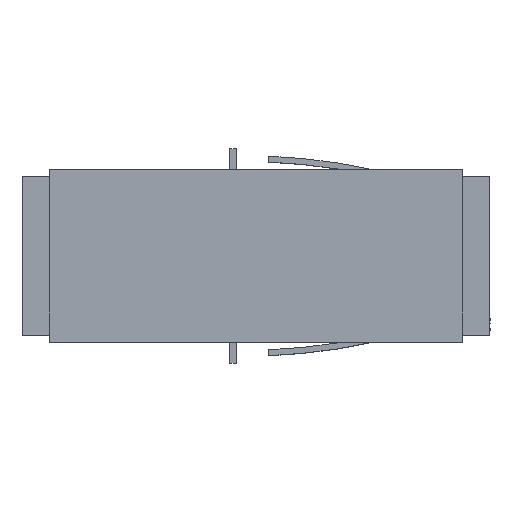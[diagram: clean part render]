
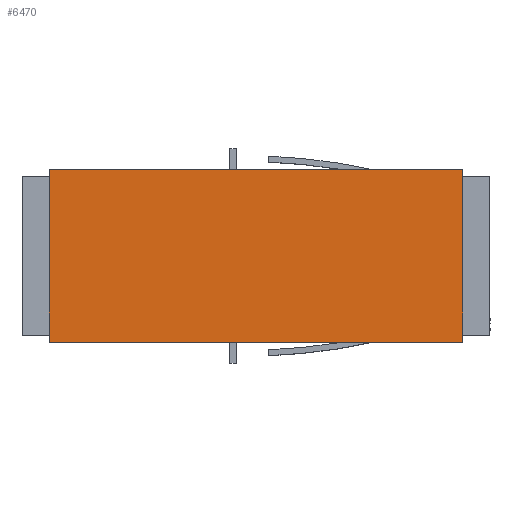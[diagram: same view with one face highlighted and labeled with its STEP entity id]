
A CAD part, top view. The second image highlights one B-rep face of the part: STEP entity #6470.
In plain terms, the highlighted planar face has unit normal (0, 0, 1).
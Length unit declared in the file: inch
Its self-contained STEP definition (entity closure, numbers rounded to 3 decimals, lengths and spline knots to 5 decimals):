
#101 = LINE ( 'NONE', #2954, #6242 ) ;
#461 = VERTEX_POINT ( 'NONE', #884 ) ;
#600 = ORIENTED_EDGE ( 'NONE', *, *, #3860, .F. ) ;
#625 = DIRECTION ( 'NONE',  ( -1., 0., 0. ) ) ;
#884 = CARTESIAN_POINT ( 'NONE',  ( 0.455, -0.19, 0.275 ) ) ;
#1007 = DIRECTION ( 'NONE',  ( 0., 0., -1. ) ) ;
#1601 = VERTEX_POINT ( 'NONE', #7074 ) ;
#1747 = VERTEX_POINT ( 'NONE', #7217 ) ;
#1942 = EDGE_CURVE ( 'NONE', #461, #2537, #3695, .T. ) ;
#1957 = LINE ( 'NONE', #3191, #6475 ) ;
#2093 = CARTESIAN_POINT ( 'NONE',  ( 0.515, 0.19, 0.275 ) ) ;
#2141 = ORIENTED_EDGE ( 'NONE', *, *, #1942, .F. ) ;
#2269 = CARTESIAN_POINT ( 'NONE',  ( 0.455, 0.19, 0.275 ) ) ;
#2304 = EDGE_CURVE ( 'NONE', #1747, #2537, #1957, .T. ) ;
#2477 = DIRECTION ( 'NONE',  ( -1., 0., 0. ) ) ;
#2537 = VERTEX_POINT ( 'NONE', #6146 ) ;
#2886 = EDGE_CURVE ( 'NONE', #1601, #1747, #101, .T. ) ;
#2954 = CARTESIAN_POINT ( 'NONE',  ( 0.515, 0.19, 0.275 ) ) ;
#3134 = ORIENTED_EDGE ( 'NONE', *, *, #2886, .T. ) ;
#3191 = CARTESIAN_POINT ( 'NONE',  ( -0.455, 0.19, 0.275 ) ) ;
#3302 = EDGE_LOOP ( 'NONE', ( #3134, #4000, #2141, #600 ) ) ;
#3695 = LINE ( 'NONE', #4655, #5447 ) ;
#3860 = EDGE_CURVE ( 'NONE', #1601, #461, #5248, .T. ) ;
#4000 = ORIENTED_EDGE ( 'NONE', *, *, #2304, .T. ) ;
#4065 = DIRECTION ( 'NONE',  ( 0., -1., 0. ) ) ;
#4655 = CARTESIAN_POINT ( 'NONE',  ( 0.515, -0.19, 0.275 ) ) ;
#5248 = LINE ( 'NONE', #2269, #6936 ) ;
#5339 = DIRECTION ( 'NONE',  ( 0., -1., 0. ) ) ;
#5447 = VECTOR ( 'NONE', #2477, 39.37008 ) ;
#5623 = FACE_OUTER_BOUND ( 'NONE', #3302, .T. ) ;
#6146 = CARTESIAN_POINT ( 'NONE',  ( -0.455, -0.19, 0.275 ) ) ;
#6148 = AXIS2_PLACEMENT_3D ( 'NONE', #2093, #1007, #6596 ) ;
#6242 = VECTOR ( 'NONE', #625, 39.37008 ) ;
#6470 = ADVANCED_FACE ( 'NONE', ( #5623 ), #7160, .F. ) ;
#6475 = VECTOR ( 'NONE', #5339, 39.37008 ) ;
#6596 = DIRECTION ( 'NONE',  ( 0., 1., 0. ) ) ;
#6936 = VECTOR ( 'NONE', #4065, 39.37008 ) ;
#7074 = CARTESIAN_POINT ( 'NONE',  ( 0.455, 0.19, 0.275 ) ) ;
#7160 = PLANE ( 'NONE',  #6148 ) ;
#7217 = CARTESIAN_POINT ( 'NONE',  ( -0.455, 0.19, 0.275 ) ) ;
